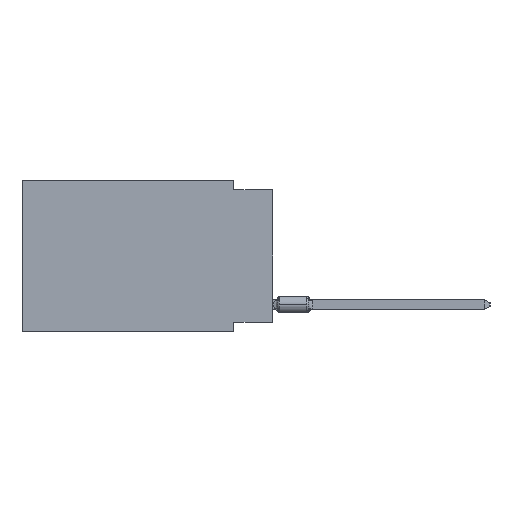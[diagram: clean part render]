
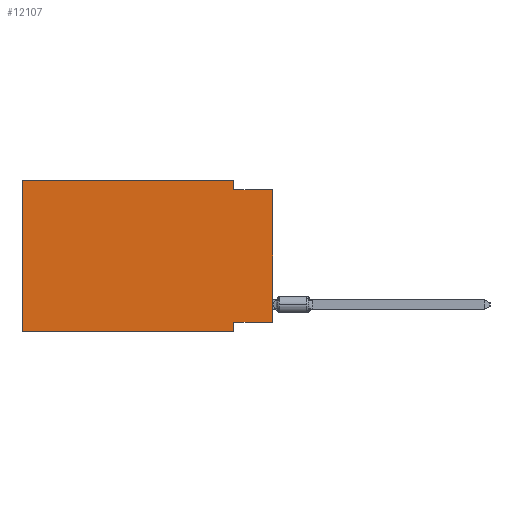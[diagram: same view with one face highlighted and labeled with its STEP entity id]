
A CAD part, left-side view. The second image highlights one B-rep face of the part: STEP entity #12107.
In plain terms, the highlighted planar face has unit normal (-1, 0, 0).
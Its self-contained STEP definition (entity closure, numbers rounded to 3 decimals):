
#689 = VECTOR ( 'NONE', #21433, 1000. ) ;
#1375 = EDGE_CURVE ( 'NONE', #38675, #34564, #13835, .T. ) ;
#1471 = VECTOR ( 'NONE', #24877, 1000. ) ;
#1500 = EDGE_CURVE ( 'NONE', #25532, #7998, #13417, .T. ) ;
#2254 = CARTESIAN_POINT ( 'NONE',  ( 0., 0., 0. ) ) ;
#3819 = DIRECTION ( 'NONE',  ( 0., 0., -1. ) ) ;
#3861 = DIRECTION ( 'NONE',  ( 0., -1., 0. ) ) ;
#4177 = EDGE_CURVE ( 'NONE', #38675, #7998, #47478, .T. ) ;
#4542 = CARTESIAN_POINT ( 'NONE',  ( 0., 2.54, 0. ) ) ;
#4847 = EDGE_CURVE ( 'NONE', #34564, #47247, #9551, .T. ) ;
#5331 = DIRECTION ( 'NONE',  ( 0., -1., 0. ) ) ;
#7998 = VERTEX_POINT ( 'NONE', #37140 ) ;
#8829 = DIRECTION ( 'NONE',  ( 0., 0., -1. ) ) ;
#9446 = ORIENTED_EDGE ( 'NONE', *, *, #45072, .F. ) ;
#9551 = LINE ( 'NONE', #46446, #19970 ) ;
#10232 = VECTOR ( 'NONE', #15628, 1000. ) ;
#11284 = CARTESIAN_POINT ( 'NONE',  ( 0., 0., -9.271 ) ) ;
#12107 = ADVANCED_FACE ( 'NONE', ( #35549 ), #12725, .F. ) ;
#12725 = PLANE ( 'NONE',  #42702 ) ;
#13417 = LINE ( 'NONE', #45840, #42795 ) ;
#13636 = ORIENTED_EDGE ( 'NONE', *, *, #27948, .F. ) ;
#13835 = LINE ( 'NONE', #21985, #16866 ) ;
#15628 = DIRECTION ( 'NONE',  ( 0., 0., -1. ) ) ;
#15935 = VERTEX_POINT ( 'NONE', #11284 ) ;
#16126 = EDGE_CURVE ( 'NONE', #15935, #54620, #34670, .T. ) ;
#16853 = VERTEX_POINT ( 'NONE', #49548 ) ;
#16866 = VECTOR ( 'NONE', #40579, 1000. ) ;
#18103 = ORIENTED_EDGE ( 'NONE', *, *, #4177, .T. ) ;
#19970 = VECTOR ( 'NONE', #5331, 1000. ) ;
#20161 = CARTESIAN_POINT ( 'NONE',  ( 0., 2.54, 0. ) ) ;
#21433 = DIRECTION ( 'NONE',  ( 0., 0., 1. ) ) ;
#21985 = CARTESIAN_POINT ( 'NONE',  ( 0., 16.383, 0. ) ) ;
#22758 = ORIENTED_EDGE ( 'NONE', *, *, #1375, .F. ) ;
#23525 = CARTESIAN_POINT ( 'NONE',  ( 0., 2.54, -9.271 ) ) ;
#24877 = DIRECTION ( 'NONE',  ( 0., 1., 0. ) ) ;
#25532 = VERTEX_POINT ( 'NONE', #23525 ) ;
#25864 = CARTESIAN_POINT ( 'NONE',  ( 0., 16.383, -9.906 ) ) ;
#26205 = ORIENTED_EDGE ( 'NONE', *, *, #1500, .F. ) ;
#27948 = EDGE_CURVE ( 'NONE', #16853, #54620, #44680, .T. ) ;
#28247 = VECTOR ( 'NONE', #3861, 1000. ) ;
#29484 = CARTESIAN_POINT ( 'NONE',  ( 0., 16.383, -9.906 ) ) ;
#31164 = CARTESIAN_POINT ( 'NONE',  ( 0., 0., -0.635 ) ) ;
#31281 = CARTESIAN_POINT ( 'NONE',  ( 0., 16.383, 0. ) ) ;
#34267 = EDGE_LOOP ( 'NONE', ( #56482, #13636, #46286, #43036, #22758, #18103, #26205, #9446 ) ) ;
#34564 = VERTEX_POINT ( 'NONE', #31281 ) ;
#34670 = LINE ( 'NONE', #2254, #689 ) ;
#35549 = FACE_OUTER_BOUND ( 'NONE', #34267, .T. ) ;
#37140 = CARTESIAN_POINT ( 'NONE',  ( 0., 2.54, -9.906 ) ) ;
#38186 = LINE ( 'NONE', #20161, #10232 ) ;
#38675 = VERTEX_POINT ( 'NONE', #25864 ) ;
#40364 = DIRECTION ( 'NONE',  ( 1., 0., 0. ) ) ;
#40579 = DIRECTION ( 'NONE',  ( 0., 0., 1. ) ) ;
#40642 = CARTESIAN_POINT ( 'NONE',  ( 0., 16.383, 0. ) ) ;
#40981 = VECTOR ( 'NONE', #48072, 1000. ) ;
#41023 = EDGE_CURVE ( 'NONE', #47247, #16853, #38186, .T. ) ;
#42295 = CARTESIAN_POINT ( 'NONE',  ( 0., 0., -9.271 ) ) ;
#42702 = AXIS2_PLACEMENT_3D ( 'NONE', #40642, #40364, #8829 ) ;
#42795 = VECTOR ( 'NONE', #3819, 1000. ) ;
#42871 = LINE ( 'NONE', #42295, #1471 ) ;
#43036 = ORIENTED_EDGE ( 'NONE', *, *, #4847, .F. ) ;
#44680 = LINE ( 'NONE', #31164, #28247 ) ;
#45072 = EDGE_CURVE ( 'NONE', #15935, #25532, #42871, .T. ) ;
#45840 = CARTESIAN_POINT ( 'NONE',  ( 0., 2.54, -9.906 ) ) ;
#46286 = ORIENTED_EDGE ( 'NONE', *, *, #41023, .F. ) ;
#46446 = CARTESIAN_POINT ( 'NONE',  ( 0., 16.383, 0. ) ) ;
#47247 = VERTEX_POINT ( 'NONE', #4542 ) ;
#47478 = LINE ( 'NONE', #29484, #40981 ) ;
#48072 = DIRECTION ( 'NONE',  ( 0., -1., 0. ) ) ;
#49548 = CARTESIAN_POINT ( 'NONE',  ( 0., 2.54, -0.635 ) ) ;
#54620 = VERTEX_POINT ( 'NONE', #54768 ) ;
#54768 = CARTESIAN_POINT ( 'NONE',  ( 0., 0., -0.635 ) ) ;
#56482 = ORIENTED_EDGE ( 'NONE', *, *, #16126, .T. ) ;
